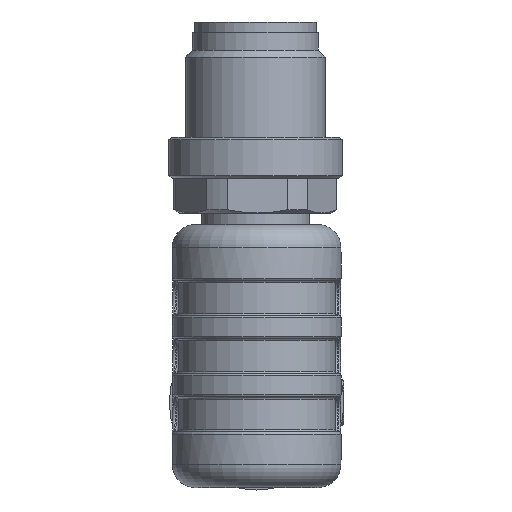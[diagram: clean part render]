
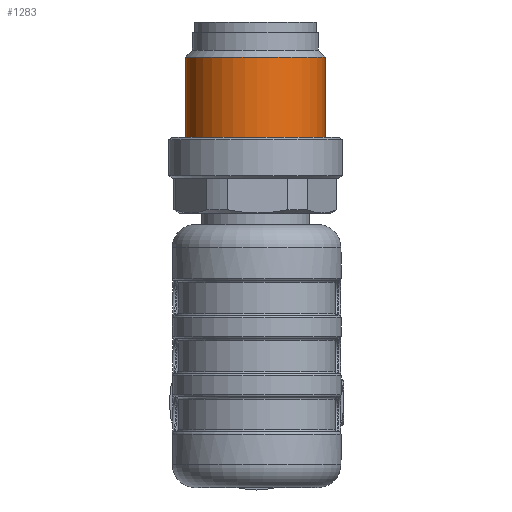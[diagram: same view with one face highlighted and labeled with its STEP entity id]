
A CAD part, left-side view. The second image highlights one B-rep face of the part: STEP entity #1283.
In plain terms, the highlighted cylindrical face has radius 6 mm (diameter 12 mm), a full revolution.
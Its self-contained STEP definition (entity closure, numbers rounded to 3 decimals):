
#341=CYLINDRICAL_SURFACE('',#7511,6.);
#1283=ADVANCED_FACE('',(#1573,#1574),#341,.T.);
#1573=FACE_BOUND('',#2092,.T.);
#1574=FACE_BOUND('',#2093,.T.);
#2092=EDGE_LOOP('',(#3991));
#2093=EDGE_LOOP('',(#3992));
#3991=ORIENTED_EDGE('',*,*,#5567,.F.);
#3992=ORIENTED_EDGE('',*,*,#5566,.T.);
#4626=VERTEX_POINT('',#14758);
#4627=VERTEX_POINT('',#14761);
#5566=EDGE_CURVE('',#4626,#4626,#6684,.T.);
#5567=EDGE_CURVE('',#4627,#4627,#6685,.T.);
#6684=CIRCLE('',#7508,6.);
#6685=CIRCLE('',#7510,6.);
#7508=AXIS2_PLACEMENT_3D('',#14757,#9507,#9508);
#7510=AXIS2_PLACEMENT_3D('',#14760,#9511,#9512);
#7511=AXIS2_PLACEMENT_3D('',#14762,#9513,#9514);
#9507=DIRECTION('',(0.,0.,1.));
#9508=DIRECTION('',(0.475,0.88,0.));
#9511=DIRECTION('',(0.,0.,1.));
#9512=DIRECTION('',(0.475,0.88,0.));
#9513=DIRECTION('',(0.,0.,1.));
#9514=DIRECTION('',(0.475,0.88,0.));
#14757=CARTESIAN_POINT('',(60.,60.111,21.09));
#14758=CARTESIAN_POINT('',(62.848,65.392,21.09));
#14760=CARTESIAN_POINT('',(60.,60.111,27.99));
#14761=CARTESIAN_POINT('',(62.848,65.392,27.99));
#14762=CARTESIAN_POINT('',(60.,60.111,30.09));
